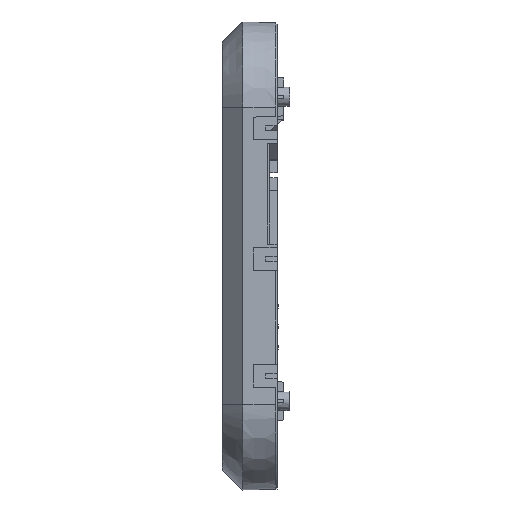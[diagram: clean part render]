
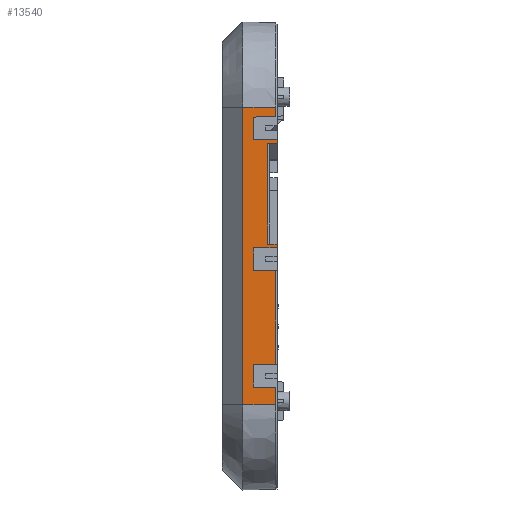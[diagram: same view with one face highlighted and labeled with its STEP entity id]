
A CAD part, left-side view. The second image highlights one B-rep face of the part: STEP entity #13540.
In plain terms, the highlighted planar face has unit normal (-1, -0.026, 0).
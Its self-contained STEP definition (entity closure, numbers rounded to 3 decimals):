
#3401=ORIENTED_EDGE('',*,*,#5463,.T.);
#3402=ORIENTED_EDGE('',*,*,#5410,.T.);
#3403=ORIENTED_EDGE('',*,*,#5506,.F.);
#3404=ORIENTED_EDGE('',*,*,#5498,.F.);
#3405=ORIENTED_EDGE('',*,*,#5505,.T.);
#3406=ORIENTED_EDGE('',*,*,#6213,.F.);
#3407=ORIENTED_EDGE('',*,*,#5483,.F.);
#3408=ORIENTED_EDGE('',*,*,#5398,.T.);
#3409=ORIENTED_EDGE('',*,*,#5530,.F.);
#3410=ORIENTED_EDGE('',*,*,#6214,.F.);
#3411=ORIENTED_EDGE('',*,*,#5549,.F.);
#3412=ORIENTED_EDGE('',*,*,#5538,.F.);
#3413=ORIENTED_EDGE('',*,*,#5543,.T.);
#3414=ORIENTED_EDGE('',*,*,#5394,.T.);
#3415=ORIENTED_EDGE('',*,*,#6136,.T.);
#3416=ORIENTED_EDGE('',*,*,#6119,.T.);
#3417=ORIENTED_EDGE('',*,*,#6135,.T.);
#3418=ORIENTED_EDGE('',*,*,#5407,.T.);
#3419=ORIENTED_EDGE('',*,*,#5466,.F.);
#3420=ORIENTED_EDGE('',*,*,#5458,.F.);
#5394=EDGE_CURVE('',#7061,#7058,#8377,.T.);
#5398=EDGE_CURVE('',#7063,#7065,#8381,.T.);
#5407=EDGE_CURVE('',#7071,#7072,#8388,.T.);
#5410=EDGE_CURVE('',#7076,#7074,#8391,.T.);
#5458=EDGE_CURVE('',#7113,#7114,#8437,.T.);
#5463=EDGE_CURVE('',#7113,#7076,#8442,.T.);
#5466=EDGE_CURVE('',#7114,#7072,#8445,.T.);
#5483=EDGE_CURVE('',#7063,#7129,#8462,.T.);
#5498=EDGE_CURVE('',#7139,#7140,#8477,.T.);
#5505=EDGE_CURVE('',#7139,#7144,#8484,.T.);
#5506=EDGE_CURVE('',#7140,#7074,#8485,.T.);
#5530=EDGE_CURVE('',#7160,#7065,#8509,.T.);
#5538=EDGE_CURVE('',#7166,#7167,#8517,.T.);
#5543=EDGE_CURVE('',#7166,#7061,#8522,.T.);
#5549=EDGE_CURVE('',#7167,#7171,#8528,.T.);
#6119=EDGE_CURVE('',#7560,#7561,#9009,.T.);
#6135=EDGE_CURVE('',#7561,#7071,#9018,.T.);
#6136=EDGE_CURVE('',#7058,#7560,#9019,.T.);
#6213=EDGE_CURVE('',#7129,#7144,#9063,.T.);
#6214=EDGE_CURVE('',#7171,#7160,#9064,.T.);
#7058=VERTEX_POINT('',#22008);
#7061=VERTEX_POINT('',#22083);
#7063=VERTEX_POINT('',#22089);
#7065=VERTEX_POINT('',#22093);
#7071=VERTEX_POINT('',#22154);
#7072=VERTEX_POINT('',#22181);
#7074=VERTEX_POINT('',#22187);
#7076=VERTEX_POINT('',#22190);
#7113=VERTEX_POINT('',#22287);
#7114=VERTEX_POINT('',#22288);
#7129=VERTEX_POINT('',#22336);
#7139=VERTEX_POINT('',#22365);
#7140=VERTEX_POINT('',#22366);
#7144=VERTEX_POINT('',#22377);
#7160=VERTEX_POINT('',#22427);
#7166=VERTEX_POINT('',#22444);
#7167=VERTEX_POINT('',#22445);
#7171=VERTEX_POINT('',#22459);
#7560=VERTEX_POINT('',#23784);
#7561=VERTEX_POINT('',#23794);
#8377=LINE('',#22085,#9927);
#8381=LINE('',#22094,#9931);
#8388=LINE('',#22183,#9938);
#8391=LINE('',#22189,#9941);
#8437=LINE('',#22286,#9987);
#8442=LINE('',#22296,#9992);
#8445=LINE('',#22301,#9995);
#8462=LINE('',#22335,#10012);
#8477=LINE('',#22364,#10027);
#8484=LINE('',#22378,#10034);
#8485=LINE('',#22380,#10035);
#8509=LINE('',#22428,#10059);
#8517=LINE('',#22443,#10067);
#8522=LINE('',#22453,#10072);
#8528=LINE('',#22463,#10078);
#9009=LINE('',#23795,#10559);
#9018=LINE('',#23940,#10568);
#9019=LINE('',#24005,#10569);
#9063=LINE('',#24241,#10613);
#9064=LINE('',#24242,#10614);
#9927=VECTOR('',#16163,1000.);
#9931=VECTOR('',#16169,1000.);
#9938=VECTOR('',#16180,1000.);
#9941=VECTOR('',#16185,1000.);
#9987=VECTOR('',#16259,1000.);
#9992=VECTOR('',#16266,1000.);
#9995=VECTOR('',#16271,1000.);
#10012=VECTOR('',#16300,1000.);
#10027=VECTOR('',#16323,1000.);
#10034=VECTOR('',#16332,1000.);
#10035=VECTOR('',#16335,1000.);
#10059=VECTOR('',#16375,1000.);
#10067=VECTOR('',#16387,1000.);
#10072=VECTOR('',#16394,1000.);
#10078=VECTOR('',#16402,1000.);
#10559=VECTOR('',#17369,1000.);
#10568=VECTOR('',#17394,1000.);
#10569=VECTOR('',#17395,1000.);
#10613=VECTOR('',#17549,1000.);
#10614=VECTOR('',#17550,1000.);
#11410=EDGE_LOOP('',(#3401,#3402,#3403,#3404,#3405,#3406,#3407,#3408,#3409,
#3410,#3411,#3412,#3413,#3414,#3415,#3416,#3417,#3418,#3419,#3420));
#12225=FACE_BOUND('',#11410,.T.);
#12829=PLANE('',#14443);
#13540=ADVANCED_FACE('',(#12225),#12829,.F.);
#14443=AXIS2_PLACEMENT_3D('',#24240,#17547,#17548);
#16163=DIRECTION('',(0.,0.,1.));
#16169=DIRECTION('',(0.,0.,1.));
#16180=DIRECTION('',(0.,0.,1.));
#16185=DIRECTION('',(0.,0.,1.));
#16259=DIRECTION('',(0.,0.,-1.));
#16266=DIRECTION('',(0.026,-1.,0.017));
#16271=DIRECTION('',(0.026,-1.,-0.017));
#16300=DIRECTION('',(0.026,-1.,-0.017));
#16323=DIRECTION('',(0.,0.,-1.));
#16332=DIRECTION('',(0.026,-1.,0.017));
#16335=DIRECTION('',(0.026,-1.,-0.017));
#16375=DIRECTION('',(-0.026,1.,-0.017));
#16387=DIRECTION('',(0.,0.,-1.));
#16394=DIRECTION('',(0.026,-1.,0.017));
#16402=DIRECTION('',(0.026,-1.,-0.017));
#17369=DIRECTION('',(0.,0.,-1.));
#17394=DIRECTION('',(0.026,-1.,0.));
#17395=DIRECTION('',(-0.026,1.,0.));
#17547=DIRECTION('',(1.,0.026,0.));
#17548=DIRECTION('',(0.026,-1.,0.));
#17549=DIRECTION('',(0.,0.,-1.));
#17550=DIRECTION('',(0.,0.,-1.));
#22008=CARTESIAN_POINT('',(-73.938,-7.463,47.221));
#22083=CARTESIAN_POINT('',(-73.938,-7.463,44.192));
#22085=CARTESIAN_POINT('',(-73.938,-7.463,47.221));
#22089=CARTESIAN_POINT('',(-74.005,-4.878,3.754));
#22093=CARTESIAN_POINT('',(-74.005,-4.878,35.746));
#22094=CARTESIAN_POINT('',(-74.005,-4.878,-47.391));
#22154=CARTESIAN_POINT('',(-73.938,-7.463,-47.221));
#22181=CARTESIAN_POINT('',(-73.938,-7.463,-41.692));
#22183=CARTESIAN_POINT('',(-73.938,-7.463,-41.7));
#22187=CARTESIAN_POINT('',(-73.938,-7.463,-4.692));
#22189=CARTESIAN_POINT('',(-73.938,-7.463,-4.7));
#22190=CARTESIAN_POINT('',(-73.938,-7.463,-34.308));
#22286=CARTESIAN_POINT('',(-74.121,-0.45,-47.391));
#22287=CARTESIAN_POINT('',(-74.121,-0.45,-34.431));
#22288=CARTESIAN_POINT('',(-74.121,-0.45,-41.569));
#22296=CARTESIAN_POINT('',(-74.218,3.227,-34.495));
#22301=CARTESIAN_POINT('',(-73.923,-8.011,-41.701));
#22335=CARTESIAN_POINT('',(-74.188,2.107,3.876));
#22336=CARTESIAN_POINT('',(-73.925,-7.95,3.7));
#22364=CARTESIAN_POINT('',(-74.121,-0.45,-48.391));
#22365=CARTESIAN_POINT('',(-74.121,-0.45,2.569));
#22366=CARTESIAN_POINT('',(-74.121,-0.45,-4.569));
#22377=CARTESIAN_POINT('',(-73.925,-7.95,2.7));
#22378=CARTESIAN_POINT('',(-74.235,3.889,2.494));
#22380=CARTESIAN_POINT('',(-73.923,-8.011,-4.701));
#22427=CARTESIAN_POINT('',(-73.925,-7.95,35.8));
#22428=CARTESIAN_POINT('',(-74.25,4.448,35.584));
#22443=CARTESIAN_POINT('',(-74.121,-0.45,-44.891));
#22444=CARTESIAN_POINT('',(-74.121,-0.45,44.069));
#22445=CARTESIAN_POINT('',(-74.121,-0.45,36.931));
#22453=CARTESIAN_POINT('',(-74.252,4.551,43.982));
#22459=CARTESIAN_POINT('',(-73.925,-7.95,36.8));
#22463=CARTESIAN_POINT('',(-73.923,-8.011,36.799));
#23784=CARTESIAN_POINT('',(-74.212,3.002,47.221));
#23794=CARTESIAN_POINT('',(-74.212,3.002,-47.221));
#23795=CARTESIAN_POINT('',(-74.212,3.002,-47.391));
#23940=CARTESIAN_POINT('',(-74.212,3.002,-47.221));
#24005=CARTESIAN_POINT('',(-74.212,3.002,47.221));
#24240=CARTESIAN_POINT('',(-74.212,3.002,-47.391));
#24241=CARTESIAN_POINT('',(-73.925,-7.95,-47.391));
#24242=CARTESIAN_POINT('',(-73.925,-7.95,-47.391));
